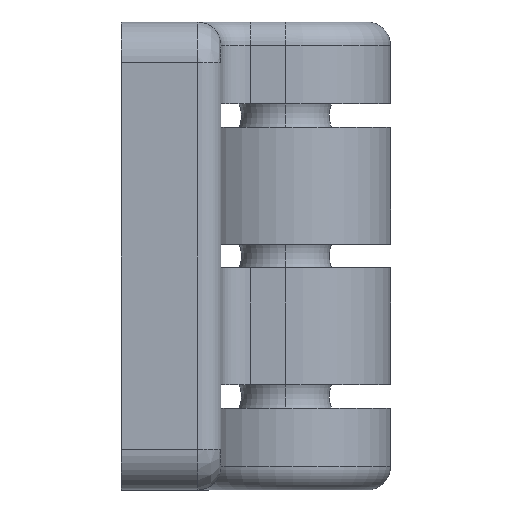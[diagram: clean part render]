
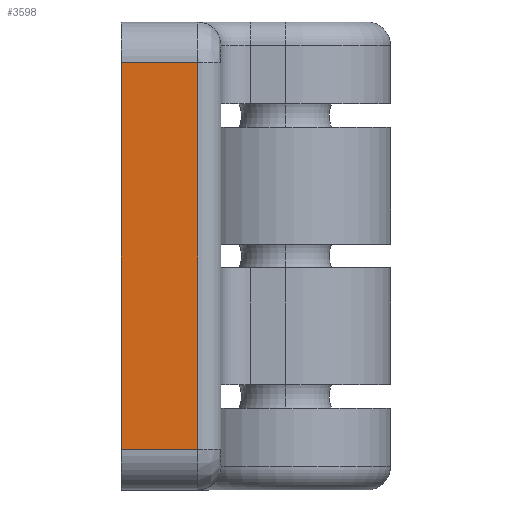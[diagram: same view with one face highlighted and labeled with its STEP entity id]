
A CAD part, left-side view. The second image highlights one B-rep face of the part: STEP entity #3598.
In plain terms, the highlighted face is planar.
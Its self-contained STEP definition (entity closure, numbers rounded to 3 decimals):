
#2485=CARTESIAN_POINT('',(-55.412,-43.295,41.6));
#2486=VERTEX_POINT('',#2485);
#2519=CARTESIAN_POINT('',(-55.412,-43.295,8.6));
#2520=VERTEX_POINT('',#2519);
#2537=CARTESIAN_POINT('',(-55.412,-43.295,41.6));
#2538=DIRECTION('',(0.0,0.0,-1.0));
#2539=VECTOR('',#2538,33.);
#2540=LINE('',#2537,#2539);
#2541=EDGE_CURVE('',#2486,#2520,#2540,.T.);
#3556=CARTESIAN_POINT('',(-48.912,-43.295,8.6));
#3557=VERTEX_POINT('',#3556);
#3558=CARTESIAN_POINT('',(-55.412,-43.295,8.6));
#3559=DIRECTION('',(1.0,0.0,0.0));
#3560=VECTOR('',#3559,6.5);
#3561=LINE('',#3558,#3560);
#3562=EDGE_CURVE('',#2520,#3557,#3561,.T.);
#3575=CARTESIAN_POINT('',(-48.587,-43.295,43.25));
#3576=DIRECTION('',(0.0,1.0,0.0));
#3577=DIRECTION('',(0.0,0.0,-1.0));
#3578=AXIS2_PLACEMENT_3D('',#3575,#3576,#3577);
#3579=PLANE('',#3578);
#3580=ORIENTED_EDGE('',*,*,#2541,.F.);
#3581=CARTESIAN_POINT('',(-48.912,-43.295,41.6));
#3582=VERTEX_POINT('',#3581);
#3583=CARTESIAN_POINT('',(-48.912,-43.295,41.6));
#3584=DIRECTION('',(-1.0,0.0,0.0));
#3585=VECTOR('',#3584,6.5);
#3586=LINE('',#3583,#3585);
#3587=EDGE_CURVE('',#3582,#2486,#3586,.T.);
#3588=ORIENTED_EDGE('',*,*,#3587,.F.);
#3589=CARTESIAN_POINT('',(-48.912,-43.295,8.6));
#3590=DIRECTION('',(0.0,0.0,1.0));
#3591=VECTOR('',#3590,33.);
#3592=LINE('',#3589,#3591);
#3593=EDGE_CURVE('',#3557,#3582,#3592,.T.);
#3594=ORIENTED_EDGE('',*,*,#3593,.F.);
#3595=ORIENTED_EDGE('',*,*,#3562,.F.);
#3596=EDGE_LOOP('',(#3580,#3588,#3594,#3595));
#3597=FACE_OUTER_BOUND('',#3596,.T.);
#3598=ADVANCED_FACE('',(#3597),#3579,.T.);
